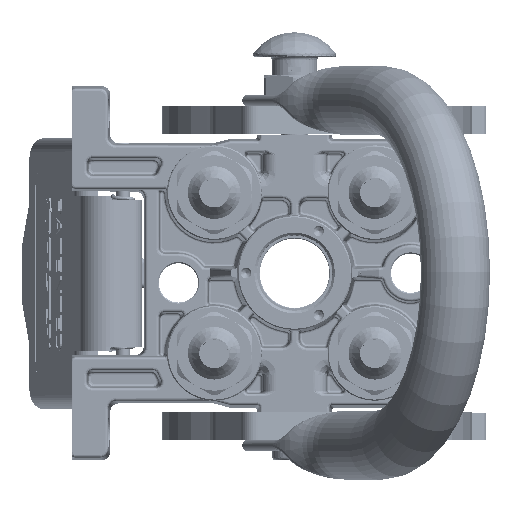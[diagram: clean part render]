
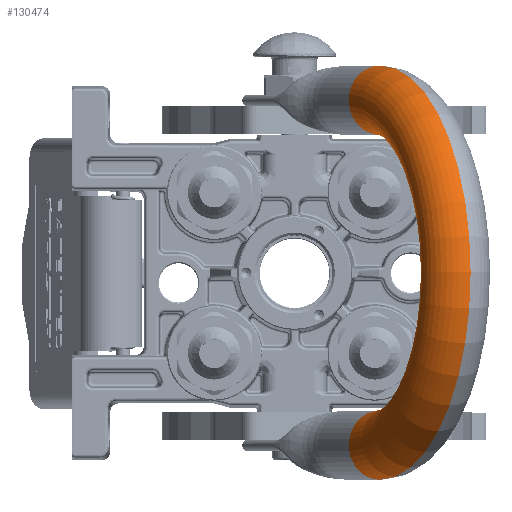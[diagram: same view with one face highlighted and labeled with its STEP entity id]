
A CAD part, top view. The second image highlights one B-rep face of the part: STEP entity #130474.
In plain terms, the highlighted toroidal (fillet/blend) face has major radius 62.25 mm and minor radius 12.5 mm.
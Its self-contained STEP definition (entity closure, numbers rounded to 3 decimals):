
#6577 = DIRECTION ( 'NONE',  ( 0., 1., 0. ) ) ;
#6664 = ORIENTED_EDGE ( 'NONE', *, *, #11448, .T. ) ;
#11448 = EDGE_CURVE ( 'NONE', #83957, #50073, #14176, .T. ) ;
#13828 = VERTEX_POINT ( 'NONE', #125448 ) ;
#14176 = CIRCLE ( 'NONE', #157925, 49.75 ) ;
#15398 = CARTESIAN_POINT ( 'NONE',  ( 74.75, 0., 25.25 ) ) ;
#19156 = CIRCLE ( 'NONE', #27783, 74.75 ) ;
#21201 = DIRECTION ( 'NONE',  ( 1., 0., 0. ) ) ;
#21825 = CARTESIAN_POINT ( 'NONE',  ( 0., 0., 25.25 ) ) ;
#22158 = DIRECTION ( 'NONE',  ( 0., 0., -1. ) ) ;
#22392 = ORIENTED_EDGE ( 'NONE', *, *, #106222, .F. ) ;
#24129 = CARTESIAN_POINT ( 'NONE',  ( 0., 0., 25.25 ) ) ;
#27783 = AXIS2_PLACEMENT_3D ( 'NONE', #24129, #55174, #85675 ) ;
#49157 = DIRECTION ( 'NONE',  ( 0., 0., 1. ) ) ;
#50073 = VERTEX_POINT ( 'NONE', #121929 ) ;
#51310 = AXIS2_PLACEMENT_3D ( 'NONE', #181843, #22158, #151987 ) ;
#53701 = EDGE_CURVE ( 'NONE', #13828, #68971, #19156, .T. ) ;
#55174 = DIRECTION ( 'NONE',  ( 0., 1., 0. ) ) ;
#58418 = AXIS2_PLACEMENT_3D ( 'NONE', #136361, #49157, #66924 ) ;
#66924 = DIRECTION ( 'NONE',  ( -1., 0., 0. ) ) ;
#68971 = VERTEX_POINT ( 'NONE', #15398 ) ;
#70041 = DIRECTION ( 'NONE',  ( 0., 1., 0. ) ) ;
#74780 = TOROIDAL_SURFACE ( 'NONE', #128248, 62.25, 12.5 ) ;
#83957 = VERTEX_POINT ( 'NONE', #84367 ) ;
#84031 = CARTESIAN_POINT ( 'NONE',  ( 0., 0., 25.25 ) ) ;
#84367 = CARTESIAN_POINT ( 'NONE',  ( -49.75, 0., 25.25 ) ) ;
#85675 = DIRECTION ( 'NONE',  ( -1., 0., 0. ) ) ;
#106222 = EDGE_CURVE ( 'NONE', #68971, #50073, #161662, .T. ) ;
#121929 = CARTESIAN_POINT ( 'NONE',  ( 49.75, 0., 25.25 ) ) ;
#125448 = CARTESIAN_POINT ( 'NONE',  ( -74.75, 0., 25.25 ) ) ;
#128248 = AXIS2_PLACEMENT_3D ( 'NONE', #21825, #6577, #21201 ) ;
#130474 = ADVANCED_FACE ( 'NONE', ( #152151 ), #74780, .T. ) ;
#131900 = ORIENTED_EDGE ( 'NONE', *, *, #53701, .F. ) ;
#136361 = CARTESIAN_POINT ( 'NONE',  ( -62.25, 0., 25.25 ) ) ;
#151987 = DIRECTION ( 'NONE',  ( 1., 0., 0. ) ) ;
#152151 = FACE_OUTER_BOUND ( 'NONE', #185609, .T. ) ;
#155481 = CIRCLE ( 'NONE', #58418, 12.5 ) ;
#156502 = EDGE_CURVE ( 'NONE', #13828, #83957, #155481, .T. ) ;
#157210 = DIRECTION ( 'NONE',  ( -1., 0., 0. ) ) ;
#157925 = AXIS2_PLACEMENT_3D ( 'NONE', #84031, #70041, #157210 ) ;
#161662 = CIRCLE ( 'NONE', #51310, 12.5 ) ;
#181843 = CARTESIAN_POINT ( 'NONE',  ( 62.25, 0., 25.25 ) ) ;
#183854 = ORIENTED_EDGE ( 'NONE', *, *, #156502, .T. ) ;
#185609 = EDGE_LOOP ( 'NONE', ( #6664, #22392, #131900, #183854 ) ) ;
